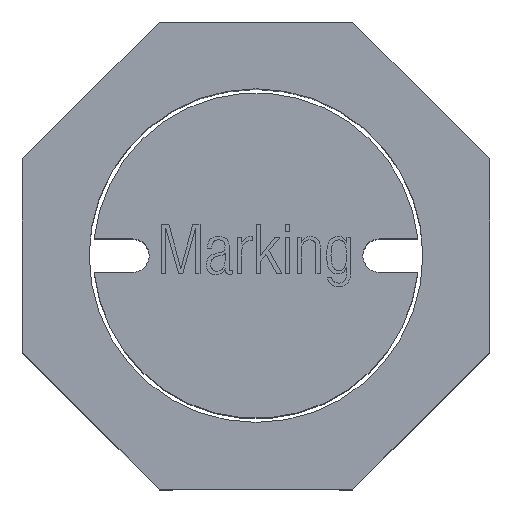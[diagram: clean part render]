
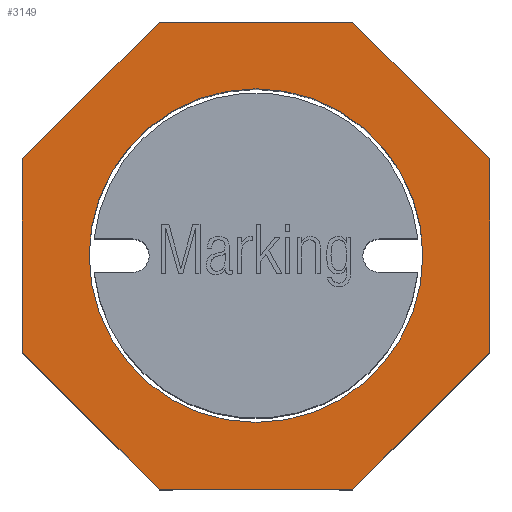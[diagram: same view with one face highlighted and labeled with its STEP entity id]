
A CAD part, top view. The second image highlights one B-rep face of the part: STEP entity #3149.
In plain terms, the highlighted planar face has unit normal (0, 0, 1).
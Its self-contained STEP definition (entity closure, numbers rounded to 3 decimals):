
#66=CIRCLE('',#3294,1.);
#160=PLANE('',#3300);
#400=LINE('',#4817,#664);
#404=LINE('',#4826,#668);
#408=LINE('',#4838,#672);
#411=LINE('',#4844,#675);
#413=LINE('',#4847,#677);
#416=LINE('',#4853,#680);
#421=LINE('',#4861,#685);
#422=LINE('',#4863,#686);
#664=VECTOR('',#3795,1000.);
#668=VECTOR('',#3801,1000.);
#672=VECTOR('',#3811,1000.);
#675=VECTOR('',#3816,1000.);
#677=VECTOR('',#3820,1000.);
#680=VECTOR('',#3825,1000.);
#685=VECTOR('',#3832,1000.);
#686=VECTOR('',#3835,1000.);
#1279=ORIENTED_EDGE('',*,*,#1638,.T.);
#1280=ORIENTED_EDGE('',*,*,#1615,.T.);
#1281=ORIENTED_EDGE('',*,*,#1629,.T.);
#1282=ORIENTED_EDGE('',*,*,#1627,.T.);
#1283=ORIENTED_EDGE('',*,*,#1624,.T.);
#1284=ORIENTED_EDGE('',*,*,#1637,.T.);
#1285=ORIENTED_EDGE('',*,*,#1632,.T.);
#1286=ORIENTED_EDGE('',*,*,#1619,.T.);
#1287=ORIENTED_EDGE('',*,*,#1620,.F.);
#1615=EDGE_CURVE('',#1837,#1842,#400,.T.);
#1619=EDGE_CURVE('',#1843,#1846,#404,.T.);
#1620=EDGE_CURVE('',#1847,#1847,#66,.T.);
#1624=EDGE_CURVE('',#1848,#1851,#408,.T.);
#1627=EDGE_CURVE('',#1852,#1848,#411,.T.);
#1629=EDGE_CURVE('',#1842,#1852,#413,.T.);
#1632=EDGE_CURVE('',#1854,#1843,#416,.T.);
#1637=EDGE_CURVE('',#1851,#1854,#421,.T.);
#1638=EDGE_CURVE('',#1846,#1837,#422,.T.);
#1837=VERTEX_POINT('',#4806);
#1842=VERTEX_POINT('',#4816);
#1843=VERTEX_POINT('',#4820);
#1846=VERTEX_POINT('',#4825);
#1847=VERTEX_POINT('',#4829);
#1848=VERTEX_POINT('',#4832);
#1851=VERTEX_POINT('',#4837);
#1852=VERTEX_POINT('',#4841);
#1854=VERTEX_POINT('',#4850);
#2011=EDGE_LOOP('',(#1279,#1280,#1281,#1282,#1283,#1284,#1285,#1286));
#2012=EDGE_LOOP('',(#1287));
#2149=FACE_BOUND('',#2011,.T.);
#2150=FACE_BOUND('',#2012,.T.);
#3149=ADVANCED_FACE('',(#2149,#2150),#160,.T.);
#3294=AXIS2_PLACEMENT_3D('',#4828,#3804,#3805);
#3300=AXIS2_PLACEMENT_3D('',#4862,#3833,#3834);
#3795=DIRECTION('',(0.,-1.,0.));
#3801=DIRECTION('',(-1.,0.,0.));
#3804=DIRECTION('',(0.,0.,1.));
#3805=DIRECTION('',(1.,0.,0.));
#3811=DIRECTION('',(0.707,0.707,0.));
#3816=DIRECTION('',(1.,0.,0.));
#3820=DIRECTION('',(0.707,-0.707,0.));
#3825=DIRECTION('',(-0.707,0.707,0.));
#3832=DIRECTION('',(0.,1.,0.));
#3833=DIRECTION('',(0.,0.,1.));
#3834=DIRECTION('',(1.,0.,0.));
#3835=DIRECTION('',(-0.707,-0.707,0.));
#4806=CARTESIAN_POINT('',(-1.4,0.58,2.5));
#4816=CARTESIAN_POINT('',(-1.4,-0.58,2.5));
#4817=CARTESIAN_POINT('',(-1.4,0.58,2.5));
#4820=CARTESIAN_POINT('',(0.58,1.4,2.5));
#4825=CARTESIAN_POINT('',(-0.58,1.4,2.5));
#4826=CARTESIAN_POINT('',(0.58,1.4,2.5));
#4828=CARTESIAN_POINT('',(0.,0.,2.5));
#4829=CARTESIAN_POINT('',(1.,0.,2.5));
#4832=CARTESIAN_POINT('',(0.58,-1.4,2.5));
#4837=CARTESIAN_POINT('',(1.4,-0.58,2.5));
#4838=CARTESIAN_POINT('',(0.58,-1.4,2.5));
#4841=CARTESIAN_POINT('',(-0.58,-1.4,2.5));
#4844=CARTESIAN_POINT('',(-0.58,-1.4,2.5));
#4847=CARTESIAN_POINT('',(-1.4,-0.58,2.5));
#4850=CARTESIAN_POINT('',(1.4,0.58,2.5));
#4853=CARTESIAN_POINT('',(1.4,0.58,2.5));
#4861=CARTESIAN_POINT('',(1.4,-0.58,2.5));
#4862=CARTESIAN_POINT('',(-1.98,0.,2.5));
#4863=CARTESIAN_POINT('',(-0.58,1.4,2.5));
